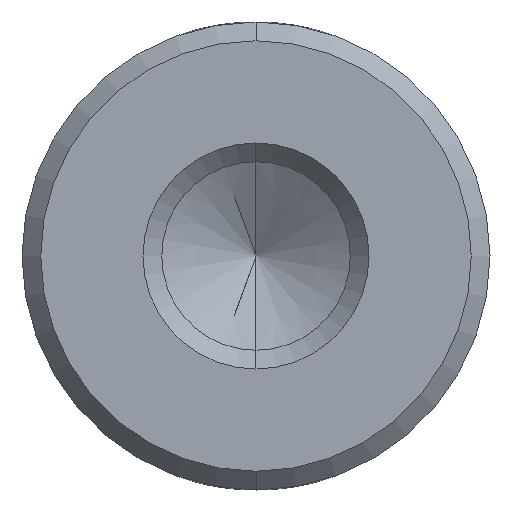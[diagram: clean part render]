
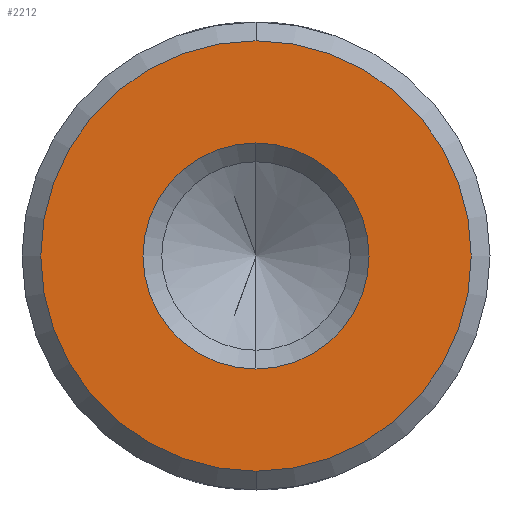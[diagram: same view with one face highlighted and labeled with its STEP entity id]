
A CAD part, front view. The second image highlights one B-rep face of the part: STEP entity #2212.
In plain terms, the highlighted planar face has unit normal (0, -1, 0).
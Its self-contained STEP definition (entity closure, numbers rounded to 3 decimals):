
#142 = DIRECTION ( 'NONE',  ( 0., 0., 1. ) ) ;
#395 = EDGE_CURVE ( 'NONE', #617, #1802, #2003, .T. ) ;
#433 = ORIENTED_EDGE ( 'NONE', *, *, #719, .T. ) ;
#452 = AXIS2_PLACEMENT_3D ( 'NONE', #556, #2035, #769 ) ;
#500 = CIRCLE ( 'NONE', #452, 5.829 ) ;
#504 = CARTESIAN_POINT ( 'NONE',  ( 0., 0., 0. ) ) ;
#556 = CARTESIAN_POINT ( 'NONE',  ( 0., 0., 0. ) ) ;
#617 = VERTEX_POINT ( 'NONE', #1904 ) ;
#641 = DIRECTION ( 'NONE',  ( 0., 0., 1. ) ) ;
#661 = EDGE_LOOP ( 'NONE', ( #433, #2183 ) ) ;
#719 = EDGE_CURVE ( 'NONE', #1323, #2217, #2203, .T. ) ;
#725 = DIRECTION ( 'NONE',  ( 0., 0., 1. ) ) ;
#769 = DIRECTION ( 'NONE',  ( 0., 0., 1. ) ) ;
#860 = AXIS2_PLACEMENT_3D ( 'NONE', #504, #1989, #725 ) ;
#872 = ORIENTED_EDGE ( 'NONE', *, *, #913, .F. ) ;
#913 = EDGE_CURVE ( 'NONE', #1802, #617, #500, .T. ) ;
#918 = DIRECTION ( 'NONE',  ( 0., 1., 0. ) ) ;
#1323 = VERTEX_POINT ( 'NONE', #1458 ) ;
#1424 = PLANE ( 'NONE',  #1766 ) ;
#1440 = CARTESIAN_POINT ( 'NONE',  ( 0., 0., 5.829 ) ) ;
#1441 = DIRECTION ( 'NONE',  ( 0., 1., 0. ) ) ;
#1458 = CARTESIAN_POINT ( 'NONE',  ( 0., 0., -3.061 ) ) ;
#1584 = FACE_BOUND ( 'NONE', #661, .T. ) ;
#1702 = DIRECTION ( 'NONE',  ( 0., 1., 0. ) ) ;
#1745 = EDGE_CURVE ( 'NONE', #2217, #1323, #1885, .T. ) ;
#1766 = AXIS2_PLACEMENT_3D ( 'NONE', #2680, #1441, #142 ) ;
#1802 = VERTEX_POINT ( 'NONE', #1440 ) ;
#1849 = CARTESIAN_POINT ( 'NONE',  ( 0., 0., 3.061 ) ) ;
#1885 = CIRCLE ( 'NONE', #860, 3.061 ) ;
#1904 = CARTESIAN_POINT ( 'NONE',  ( 0., 0., -5.829 ) ) ;
#1989 = DIRECTION ( 'NONE',  ( 0., 1., 0. ) ) ;
#2003 = CIRCLE ( 'NONE', #2516, 5.829 ) ;
#2035 = DIRECTION ( 'NONE',  ( 0., 1., 0. ) ) ;
#2121 = EDGE_LOOP ( 'NONE', ( #872, #2702 ) ) ;
#2180 = CARTESIAN_POINT ( 'NONE',  ( 0., 0., 0. ) ) ;
#2183 = ORIENTED_EDGE ( 'NONE', *, *, #1745, .T. ) ;
#2203 = CIRCLE ( 'NONE', #2547, 3.061 ) ;
#2212 = ADVANCED_FACE ( 'NONE', ( #1584, #2620 ), #1424, .F. ) ;
#2217 = VERTEX_POINT ( 'NONE', #1849 ) ;
#2326 = CARTESIAN_POINT ( 'NONE',  ( 0., 0., 0. ) ) ;
#2392 = DIRECTION ( 'NONE',  ( 0., 0., 1. ) ) ;
#2516 = AXIS2_PLACEMENT_3D ( 'NONE', #2326, #1702, #641 ) ;
#2547 = AXIS2_PLACEMENT_3D ( 'NONE', #2180, #918, #2392 ) ;
#2620 = FACE_OUTER_BOUND ( 'NONE', #2121, .T. ) ;
#2680 = CARTESIAN_POINT ( 'NONE',  ( 5.829, 0., 0. ) ) ;
#2702 = ORIENTED_EDGE ( 'NONE', *, *, #395, .F. ) ;
